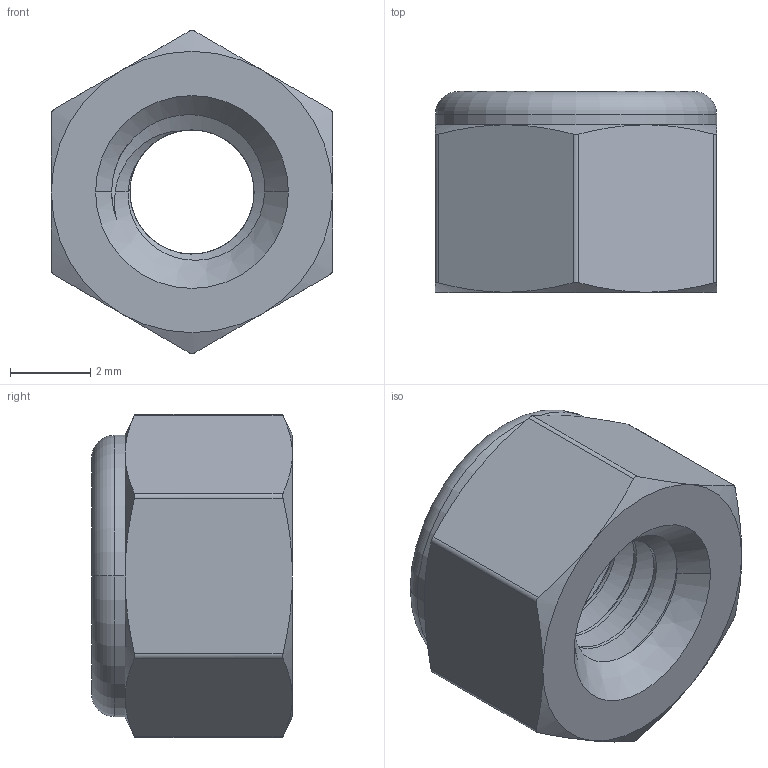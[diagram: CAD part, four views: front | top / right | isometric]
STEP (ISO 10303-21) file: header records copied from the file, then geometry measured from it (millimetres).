
FILE_DESCRIPTION (( 'STEP AP203' ), '1' );
FILE_NAME ('94645A101_High-Strength Steel Nylon-Insert Locknut.STEP', '2023-01-13T15:57:39', ( 'Administrator' ), ( 'Managed by Terraform' ), 'SwSTEP 2.0', 'SolidWorks 2017', '' );
FILE_SCHEMA (( 'CONFIG_CONTROL_DESIGN' ));
Length unit declared in the file: millimetre
Products named in the file (1): 94645A101_High-Strength Steel Nylon-Insert Locknut
Bounding box: 7 x 5 x 8.04 mm (x, y, z)
Volume: 152.8 mm3; surface area: 298.4 mm2
Topology: 2 solids, 2 shells, 57 faces, 141 edges, 88 vertices
Faces by surface type: cylinder 27, cone 15, plane 10, bspline 3, torus 2
Entity records: 2801 total; most frequent: CARTESIAN_POINT 1525, ORIENTED_EDGE 282, DIRECTION 211, EDGE_CURVE 141, AXIS2_PLACEMENT_3D 88, VERTEX_POINT 88, EDGE_LOOP 61, ADVANCED_FACE 57
